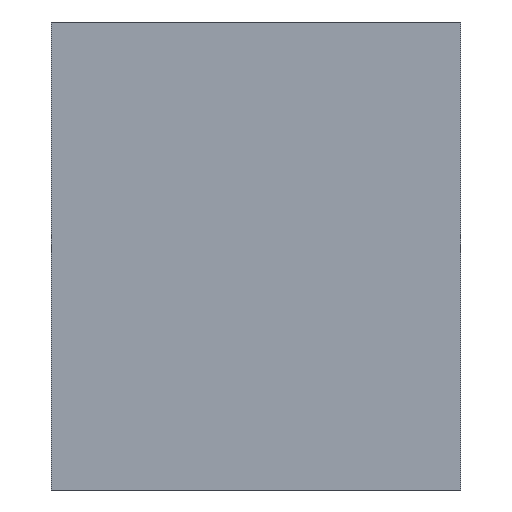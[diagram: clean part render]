
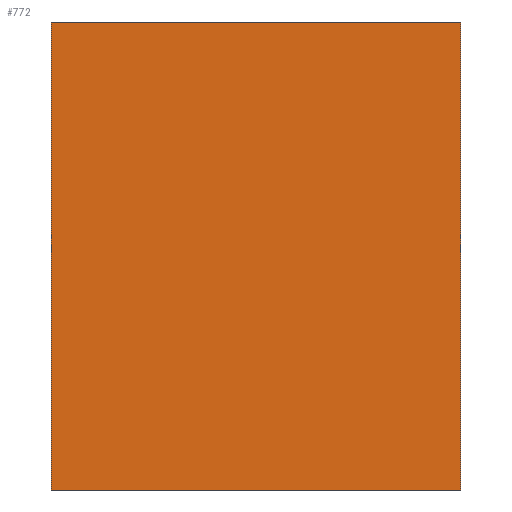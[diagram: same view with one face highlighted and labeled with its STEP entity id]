
A CAD part, left-side view. The second image highlights one B-rep face of the part: STEP entity #772.
In plain terms, the highlighted planar face has unit normal (-1, 0, 0).
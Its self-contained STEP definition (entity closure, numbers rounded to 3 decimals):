
#32=PLANE('',#832);
#75=FACE_OUTER_BOUND('',#120,.T.);
#120=EDGE_LOOP('',(#690,#691,#692,#693));
#213=LINE('',#2976,#263);
#224=LINE('',#3003,#274);
#235=LINE('',#3025,#285);
#236=LINE('',#3027,#286);
#263=VECTOR('',#927,10.);
#274=VECTOR('',#950,10.);
#285=VECTOR('',#971,10.);
#286=VECTOR('',#974,10.);
#346=VERTEX_POINT('',#2974);
#347=VERTEX_POINT('',#2975);
#357=VERTEX_POINT('',#3001);
#363=VERTEX_POINT('',#3023);
#451=EDGE_CURVE('',#346,#347,#213,.T.);
#464=EDGE_CURVE('',#357,#346,#224,.T.);
#475=EDGE_CURVE('',#363,#357,#235,.T.);
#476=EDGE_CURVE('',#363,#347,#236,.T.);
#690=ORIENTED_EDGE('',*,*,#475,.F.);
#691=ORIENTED_EDGE('',*,*,#476,.T.);
#692=ORIENTED_EDGE('',*,*,#451,.F.);
#693=ORIENTED_EDGE('',*,*,#464,.F.);
#772=ADVANCED_FACE('',(#75),#32,.T.);
#832=AXIS2_PLACEMENT_3D('',#3026,#972,#973);
#927=DIRECTION('',(0.,0.,1.));
#950=DIRECTION('',(0.,1.,0.));
#971=DIRECTION('',(0.,0.,-1.));
#972=DIRECTION('center_axis',(-1.,0.,0.));
#973=DIRECTION('ref_axis',(0.,-1.,0.));
#974=DIRECTION('',(0.,1.,0.));
#2974=CARTESIAN_POINT('',(-29.857,5.25,-23.875));
#2975=CARTESIAN_POINT('',(-29.857,5.25,8.125));
#2976=CARTESIAN_POINT('',(-29.857,5.25,-20.875));
#3001=CARTESIAN_POINT('',(-29.857,-22.75,-23.875));
#3003=CARTESIAN_POINT('',(-29.857,-22.75,-23.875));
#3023=CARTESIAN_POINT('',(-29.857,-22.75,8.125));
#3025=CARTESIAN_POINT('',(-29.857,-22.75,-20.875));
#3026=CARTESIAN_POINT('Origin',(-29.857,-0.75,-20.875));
#3027=CARTESIAN_POINT('',(-29.857,-0.75,8.125));
